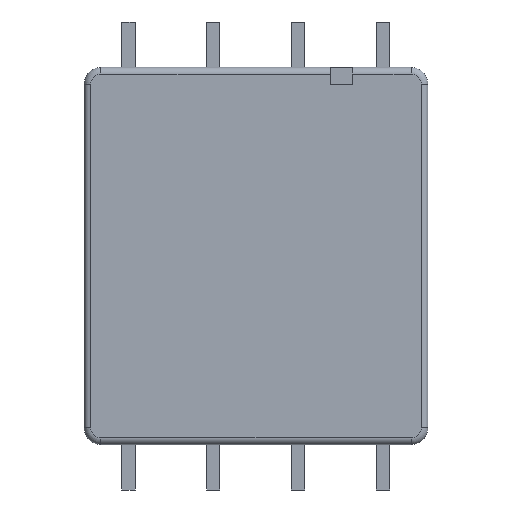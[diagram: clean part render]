
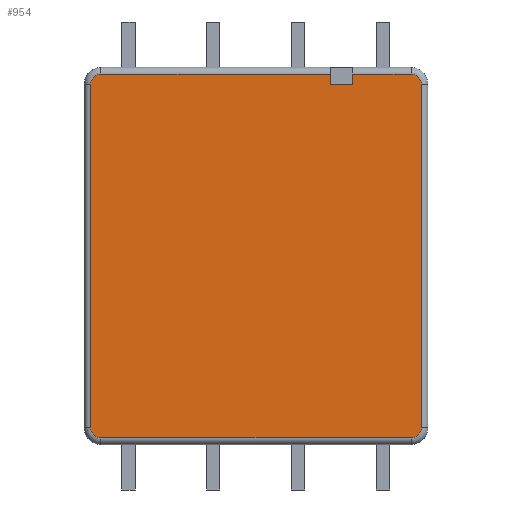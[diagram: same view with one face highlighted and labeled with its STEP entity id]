
A CAD part, front view. The second image highlights one B-rep face of the part: STEP entity #954.
In plain terms, the highlighted planar face has unit normal (0, -1, 0).
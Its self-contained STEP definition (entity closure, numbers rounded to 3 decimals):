
#1=DIRECTION('',(-1.,0.,0.));
#2=VECTOR('',#1,1.76);
#3=CARTESIAN_POINT('',(4.65,0.,5.45));
#4=LINE('',#3,#2);
#5=CARTESIAN_POINT('',(4.65,0.,5.15));
#6=DIRECTION('',(0.,-1.,0.));
#7=DIRECTION('',(1.,0.,0.));
#8=AXIS2_PLACEMENT_3D('',#5,#6,#7);
#10=DIRECTION('',(0.,0.,1.));
#11=VECTOR('',#10,10.3);
#12=CARTESIAN_POINT('',(4.95,0.,-5.15));
#13=LINE('',#12,#11);
#14=CARTESIAN_POINT('',(4.65,0.,-5.15));
#15=DIRECTION('',(0.,-1.,0.));
#16=DIRECTION('',(0.,0.,-1.));
#17=AXIS2_PLACEMENT_3D('',#14,#15,#16);
#19=DIRECTION('',(1.,0.,0.));
#20=VECTOR('',#19,9.3);
#21=CARTESIAN_POINT('',(-4.65,0.,-5.45));
#22=LINE('',#21,#20);
#23=CARTESIAN_POINT('',(-4.65,0.,-5.15));
#24=DIRECTION('',(0.,-1.,0.));
#25=DIRECTION('',(-1.,0.,0.));
#26=AXIS2_PLACEMENT_3D('',#23,#24,#25);
#28=DIRECTION('',(0.,0.,-1.));
#29=VECTOR('',#28,10.3);
#30=CARTESIAN_POINT('',(-4.95,0.,5.15));
#31=LINE('',#30,#29);
#32=CARTESIAN_POINT('',(-4.65,0.,5.15));
#33=DIRECTION('',(0.,-1.,0.));
#34=DIRECTION('',(0.,0.,1.));
#35=AXIS2_PLACEMENT_3D('',#32,#33,#34);
#37=DIRECTION('',(-1.,0.,0.));
#38=VECTOR('',#37,6.88);
#39=CARTESIAN_POINT('',(2.23,0.,5.45));
#40=LINE('',#39,#38);
#41=DIRECTION('',(0.,0.,-1.));
#42=VECTOR('',#41,0.3);
#43=CARTESIAN_POINT('',(2.23,0.,5.45));
#44=LINE('',#43,#42);
#45=DIRECTION('',(1.,0.,0.));
#46=VECTOR('',#45,0.66);
#47=CARTESIAN_POINT('',(2.23,0.,5.15));
#48=LINE('',#47,#46);
#49=DIRECTION('',(0.,0.,-1.));
#50=VECTOR('',#49,0.3);
#51=CARTESIAN_POINT('',(2.89,0.,5.45));
#52=LINE('',#51,#50);
#715=CARTESIAN_POINT('',(2.23,0.,5.15));
#716=CARTESIAN_POINT('',(2.89,0.,5.15));
#717=VERTEX_POINT('',#715);
#718=VERTEX_POINT('',#716);
#767=CARTESIAN_POINT('',(4.65,0.,5.45));
#768=CARTESIAN_POINT('',(2.89,0.,5.45));
#769=VERTEX_POINT('',#767);
#770=VERTEX_POINT('',#768);
#771=CARTESIAN_POINT('',(4.95,0.,5.15));
#772=VERTEX_POINT('',#771);
#775=CARTESIAN_POINT('',(4.95,0.,-5.15));
#776=VERTEX_POINT('',#775);
#779=CARTESIAN_POINT('',(4.65,0.,-5.45));
#780=VERTEX_POINT('',#779);
#783=CARTESIAN_POINT('',(-4.65,0.,-5.45));
#784=VERTEX_POINT('',#783);
#787=CARTESIAN_POINT('',(-4.95,0.,-5.15));
#788=VERTEX_POINT('',#787);
#791=CARTESIAN_POINT('',(-4.95,0.,5.15));
#792=VERTEX_POINT('',#791);
#795=CARTESIAN_POINT('',(-4.65,0.,5.45));
#796=VERTEX_POINT('',#795);
#799=CARTESIAN_POINT('',(2.23,0.,5.45));
#800=VERTEX_POINT('',#799);
#923=CARTESIAN_POINT('',(0.,0.,0.));
#924=DIRECTION('',(0.,1.,0.));
#925=DIRECTION('',(1.,0.,0.));
#926=AXIS2_PLACEMENT_3D('',#923,#924,#925);
#927=PLANE('',#926);
#929=ORIENTED_EDGE('',*,*,#928,.F.);
#931=ORIENTED_EDGE('',*,*,#930,.F.);
#933=ORIENTED_EDGE('',*,*,#932,.F.);
#935=ORIENTED_EDGE('',*,*,#934,.F.);
#937=ORIENTED_EDGE('',*,*,#936,.F.);
#939=ORIENTED_EDGE('',*,*,#938,.F.);
#941=ORIENTED_EDGE('',*,*,#940,.F.);
#943=ORIENTED_EDGE('',*,*,#942,.F.);
#945=ORIENTED_EDGE('',*,*,#944,.F.);
#947=ORIENTED_EDGE('',*,*,#946,.T.);
#949=ORIENTED_EDGE('',*,*,#948,.T.);
#951=ORIENTED_EDGE('',*,*,#950,.F.);
#952=EDGE_LOOP('',(#929,#931,#933,#935,#937,#939,#941,#943,#945,#947,#949,
#951));
#953=FACE_OUTER_BOUND('',#952,.F.);
#954=ADVANCED_FACE('',(#953),#927,.F.);
#9=CIRCLE('',#8,0.3);
#18=CIRCLE('',#17,0.3);
#27=CIRCLE('',#26,0.3);
#36=CIRCLE('',#35,0.3);
#928=EDGE_CURVE('',#769,#770,#4,.T.);
#930=EDGE_CURVE('',#772,#769,#9,.T.);
#932=EDGE_CURVE('',#776,#772,#13,.T.);
#934=EDGE_CURVE('',#780,#776,#18,.T.);
#936=EDGE_CURVE('',#784,#780,#22,.T.);
#938=EDGE_CURVE('',#788,#784,#27,.T.);
#940=EDGE_CURVE('',#792,#788,#31,.T.);
#942=EDGE_CURVE('',#796,#792,#36,.T.);
#944=EDGE_CURVE('',#800,#796,#40,.T.);
#946=EDGE_CURVE('',#800,#717,#44,.T.);
#948=EDGE_CURVE('',#717,#718,#48,.T.);
#950=EDGE_CURVE('',#770,#718,#52,.T.);
